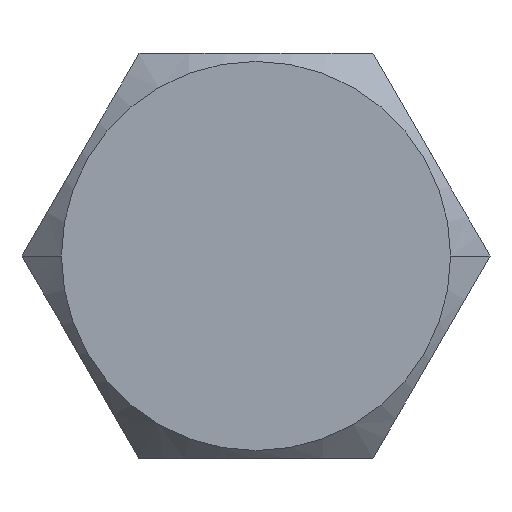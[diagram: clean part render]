
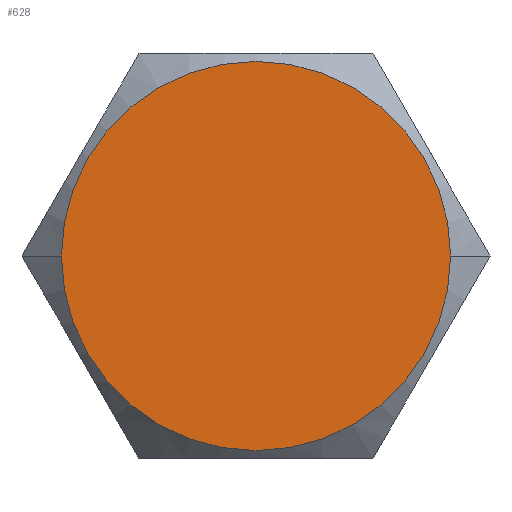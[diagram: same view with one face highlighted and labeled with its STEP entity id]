
A CAD part, front view. The second image highlights one B-rep face of the part: STEP entity #628.
In plain terms, the highlighted planar face has unit normal (0, -1, 0).
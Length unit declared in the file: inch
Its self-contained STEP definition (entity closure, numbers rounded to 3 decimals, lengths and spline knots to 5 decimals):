
#114=CARTESIAN_POINT('',(0.,0.,0.));
#115=DIRECTION('',(0.,1.,0.));
#116=DIRECTION('',(1.,0.,0.));
#117=AXIS2_PLACEMENT_3D('',#114,#115,#116);
#123=CARTESIAN_POINT('',(0.,0.,0.));
#124=DIRECTION('',(0.,1.,0.));
#125=DIRECTION('',(-1.,0.,0.));
#126=AXIS2_PLACEMENT_3D('',#123,#124,#125);
#577=CARTESIAN_POINT('',(0.27,0.,0.));
#578=CARTESIAN_POINT('',(-0.27,0.,0.));
#579=VERTEX_POINT('',#577);
#580=VERTEX_POINT('',#578);
#617=CARTESIAN_POINT('',(0.,0.,0.));
#618=DIRECTION('',(0.,1.,0.));
#619=DIRECTION('',(-1.,0.,0.));
#620=AXIS2_PLACEMENT_3D('',#617,#618,#619);
#621=PLANE('',#620);
#623=ORIENTED_EDGE('',*,*,#622,.T.);
#625=ORIENTED_EDGE('',*,*,#624,.T.);
#626=EDGE_LOOP('',(#623,#625));
#627=FACE_OUTER_BOUND('',#626,.F.);
#628=ADVANCED_FACE('',(#627),#621,.F.);
#118=CIRCLE('',#117,0.27);
#127=CIRCLE('',#126,0.27);
#622=EDGE_CURVE('',#579,#580,#118,.T.);
#624=EDGE_CURVE('',#580,#579,#127,.T.);
